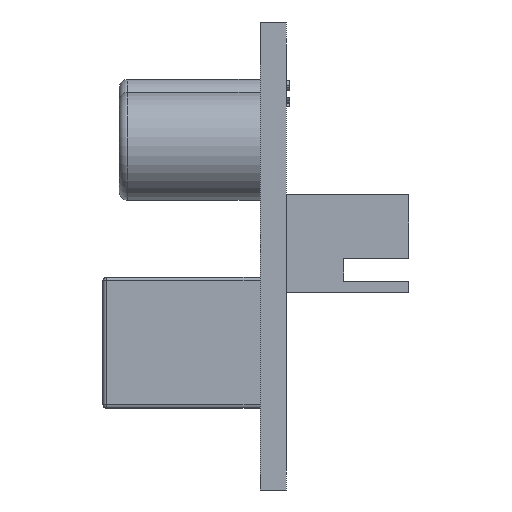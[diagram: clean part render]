
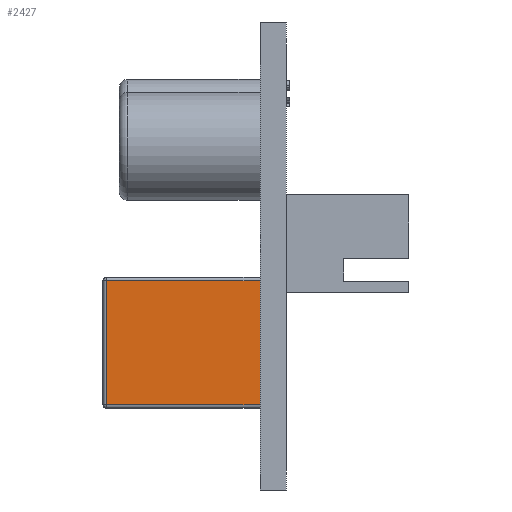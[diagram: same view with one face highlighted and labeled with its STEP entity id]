
A CAD part, left-side view. The second image highlights one B-rep face of the part: STEP entity #2427.
In plain terms, the highlighted planar face has unit normal (-1, 0, 0).
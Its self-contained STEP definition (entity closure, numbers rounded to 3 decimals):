
#373 = ORIENTED_EDGE ( 'NONE', *, *, #16803, .T. ) ;
#553 = LINE ( 'NONE', #15168, #4766 ) ;
#562 = LINE ( 'NONE', #16922, #3127 ) ;
#669 = EDGE_LOOP ( 'NONE', ( #6410, #11364, #373, #12215 ) ) ;
#1188 = VERTEX_POINT ( 'NONE', #3106 ) ;
#2427 = ADVANCED_FACE ( 'NONE', ( #7923 ), #16872, .F. ) ;
#2805 = VERTEX_POINT ( 'NONE', #6527 ) ;
#3106 = CARTESIAN_POINT ( 'NONE',  ( -19.75, 11., -1.5 ) ) ;
#3127 = VECTOR ( 'NONE', #4983, 1000. ) ;
#4766 = VECTOR ( 'NONE', #14885, 1000. ) ;
#4955 = LINE ( 'NONE', #10746, #13990 ) ;
#4983 = DIRECTION ( 'NONE',  ( 0., -1., 0. ) ) ;
#6410 = ORIENTED_EDGE ( 'NONE', *, *, #17051, .T. ) ;
#6527 = CARTESIAN_POINT ( 'NONE',  ( -19.75, 1.6, -9.1 ) ) ;
#6932 = AXIS2_PLACEMENT_3D ( 'NONE', #17161, #15619, #14174 ) ;
#7315 = EDGE_CURVE ( 'NONE', #11309, #1188, #18789, .T. ) ;
#7923 = FACE_OUTER_BOUND ( 'NONE', #669, .T. ) ;
#9253 = CARTESIAN_POINT ( 'NONE',  ( -19.75, 1.6, -1.5 ) ) ;
#9807 = VECTOR ( 'NONE', #17349, 1000. ) ;
#10746 = CARTESIAN_POINT ( 'NONE',  ( -19.75, 1.6, -9.3 ) ) ;
#11309 = VERTEX_POINT ( 'NONE', #9253 ) ;
#11364 = ORIENTED_EDGE ( 'NONE', *, *, #7315, .T. ) ;
#12215 = ORIENTED_EDGE ( 'NONE', *, *, #12563, .T. ) ;
#12563 = EDGE_CURVE ( 'NONE', #15562, #2805, #562, .T. ) ;
#13206 = CARTESIAN_POINT ( 'NONE',  ( -19.75, 11., -9.1 ) ) ;
#13990 = VECTOR ( 'NONE', #16317, 1000. ) ;
#14104 = CARTESIAN_POINT ( 'NONE',  ( -19.75, 11.2, -1.5 ) ) ;
#14174 = DIRECTION ( 'NONE',  ( 0., 0., -1. ) ) ;
#14885 = DIRECTION ( 'NONE',  ( 0., 0., -1. ) ) ;
#15168 = CARTESIAN_POINT ( 'NONE',  ( -19.75, 11., -9.3 ) ) ;
#15562 = VERTEX_POINT ( 'NONE', #13206 ) ;
#15619 = DIRECTION ( 'NONE',  ( 1., 0., 0. ) ) ;
#16317 = DIRECTION ( 'NONE',  ( 0., 0., 1. ) ) ;
#16803 = EDGE_CURVE ( 'NONE', #1188, #15562, #553, .T. ) ;
#16872 = PLANE ( 'NONE',  #6932 ) ;
#16922 = CARTESIAN_POINT ( 'NONE',  ( -19.75, 11.2, -9.1 ) ) ;
#17051 = EDGE_CURVE ( 'NONE', #2805, #11309, #4955, .T. ) ;
#17161 = CARTESIAN_POINT ( 'NONE',  ( -19.75, 11.2, -9.3 ) ) ;
#17349 = DIRECTION ( 'NONE',  ( 0., 1., 0. ) ) ;
#18789 = LINE ( 'NONE', #14104, #9807 ) ;
